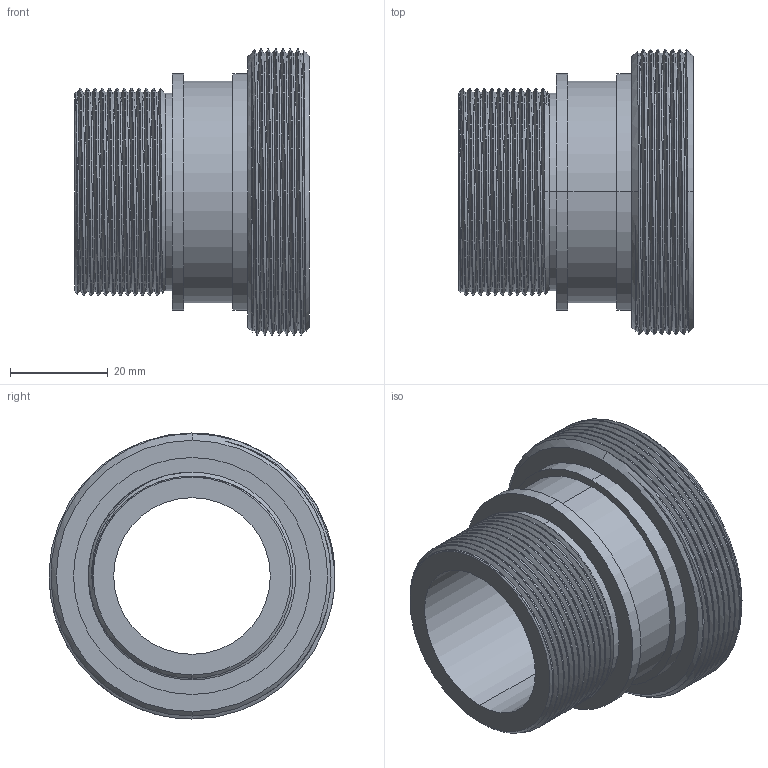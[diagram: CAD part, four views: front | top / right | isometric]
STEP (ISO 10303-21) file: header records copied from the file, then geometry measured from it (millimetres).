
FILE_DESCRIPTION (( 'STEP AP203' ), '1' );
FILE_NAME ('3D-M2035P_32 1 1-4_174221045.STEP', '2024-09-06T11:43:31', ( '' ), ( '' ), 'SwSTEP 2.0', 'SolidWorks 2024', '' );
FILE_SCHEMA (( 'CONFIG_CONTROL_DESIGN' ));
Length unit declared in the file: millimetre
Products named in the file (1): 3D-M2035P_32 1 1-4_174221045
Bounding box: 48 x 58.4 x 58.42 mm (x, y, z)
Volume: 41172.3 mm3; surface area: 19005.5 mm2
Topology: 1 solids, 1 shells, 76 faces, 200 edges, 132 vertices
Faces by surface type: cylinder 51, cone 10, plane 9, bspline 6
Entity records: 6331 total; most frequent: CARTESIAN_POINT 4633, ORIENTED_EDGE 400, DIRECTION 281, EDGE_CURVE 200, VERTEX_POINT 132, AXIS2_PLACEMENT_3D 111, EDGE_LOOP 84, FACE_OUTER_BOUND 76
